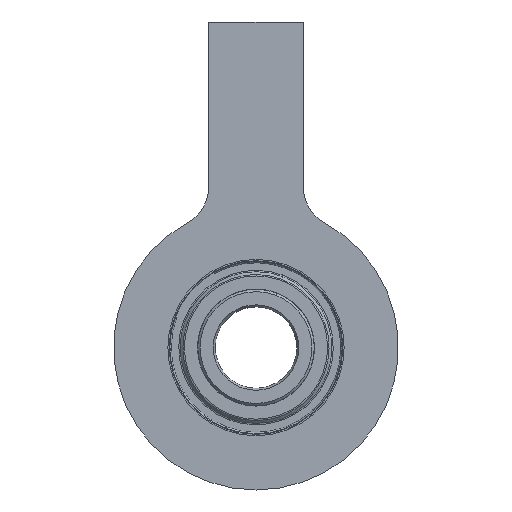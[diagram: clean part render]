
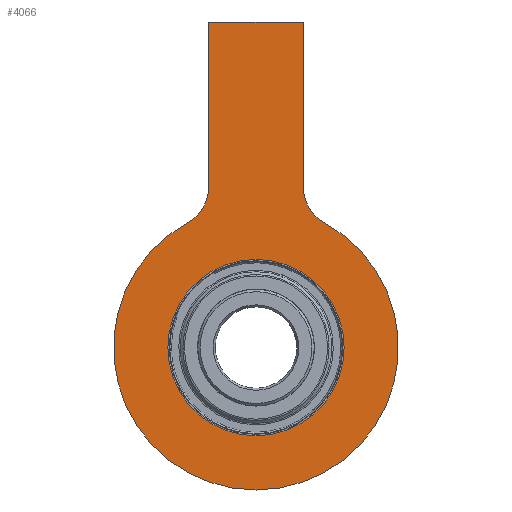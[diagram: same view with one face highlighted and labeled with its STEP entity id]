
A CAD part, front view. The second image highlights one B-rep face of the part: STEP entity #4066.
In plain terms, the highlighted planar face has unit normal (0, -1, 0).
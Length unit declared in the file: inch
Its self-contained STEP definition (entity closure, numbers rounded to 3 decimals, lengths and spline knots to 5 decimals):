
#177 = CARTESIAN_POINT ( 'NONE',  ( 0., 0., 0. ) ) ;
#216 = ORIENTED_EDGE ( 'NONE', *, *, #4555, .F. ) ;
#255 = VERTEX_POINT ( 'NONE', #3328 ) ;
#260 = EDGE_CURVE ( 'NONE', #2083, #255, #1408, .T. ) ;
#346 = VERTEX_POINT ( 'NONE', #2831 ) ;
#357 = DIRECTION ( 'NONE',  ( 0., -1., 0. ) ) ;
#411 = EDGE_LOOP ( 'NONE', ( #690, #5560 ) ) ;
#474 = ORIENTED_EDGE ( 'NONE', *, *, #260, .T. ) ;
#506 = DIRECTION ( 'NONE',  ( 0., 0., -1. ) ) ;
#573 = AXIS2_PLACEMENT_3D ( 'NONE', #177, #2749, #4326 ) ;
#683 = EDGE_LOOP ( 'NONE', ( #854, #474, #4017, #216, #5483, #2011, #4179 ) ) ;
#690 = ORIENTED_EDGE ( 'NONE', *, *, #1941, .F. ) ;
#708 = CARTESIAN_POINT ( 'NONE',  ( -0.1378, 0., 0.38974 ) ) ;
#714 = EDGE_CURVE ( 'NONE', #3326, #255, #6490, .T. ) ;
#716 = AXIS2_PLACEMENT_3D ( 'NONE', #946, #1552, #6212 ) ;
#736 = CARTESIAN_POINT ( 'NONE',  ( 0.25591, 0., 0.46583 ) ) ;
#760 = VECTOR ( 'NONE', #506, 39.37008 ) ;
#796 = CIRCLE ( 'NONE', #2266, 0.25591 ) ;
#854 = ORIENTED_EDGE ( 'NONE', *, *, #3942, .F. ) ;
#946 = CARTESIAN_POINT ( 'NONE',  ( 0., 0., 0. ) ) ;
#988 = VERTEX_POINT ( 'NONE', #2852 ) ;
#1028 = DIRECTION ( 'NONE',  ( 0., 0., 1. ) ) ;
#1130 = VECTOR ( 'NONE', #6415, 39.37008 ) ;
#1215 = VECTOR ( 'NONE', #2440, 39.37008 ) ;
#1262 = DIRECTION ( 'NONE',  ( 0., 1., 0. ) ) ;
#1266 = CARTESIAN_POINT ( 'NONE',  ( 0., 0., -0.41339 ) ) ;
#1326 = EDGE_CURVE ( 'NONE', #988, #4358, #6637, .T. ) ;
#1408 = CIRCLE ( 'NONE', #5521, 0.11811 ) ;
#1552 = DIRECTION ( 'NONE',  ( 0., -1., 0. ) ) ;
#1637 = LINE ( 'NONE', #708, #1215 ) ;
#1680 = EDGE_CURVE ( 'NONE', #4653, #346, #2398, .T. ) ;
#1724 = CIRCLE ( 'NONE', #5913, 0.11811 ) ;
#1819 = DIRECTION ( 'NONE',  ( 0., 1., 0. ) ) ;
#1915 = VERTEX_POINT ( 'NONE', #5576 ) ;
#1941 = EDGE_CURVE ( 'NONE', #4358, #988, #796, .T. ) ;
#2011 = ORIENTED_EDGE ( 'NONE', *, *, #5858, .T. ) ;
#2083 = VERTEX_POINT ( 'NONE', #2607 ) ;
#2266 = AXIS2_PLACEMENT_3D ( 'NONE', #3517, #357, #4028 ) ;
#2398 = CIRCLE ( 'NONE', #573, 0.41339 ) ;
#2440 = DIRECTION ( 'NONE',  ( 0., 0., 1. ) ) ;
#2607 = CARTESIAN_POINT ( 'NONE',  ( 0.19904, 0., 0.36231 ) ) ;
#2749 = DIRECTION ( 'NONE',  ( 0., 1., 0. ) ) ;
#2831 = CARTESIAN_POINT ( 'NONE',  ( -0.19904, 0., 0.36231 ) ) ;
#2850 = AXIS2_PLACEMENT_3D ( 'NONE', #6013, #1819, #2886 ) ;
#2852 = CARTESIAN_POINT ( 'NONE',  ( 0., 0., 0.25591 ) ) ;
#2886 = DIRECTION ( 'NONE',  ( 0., 0., 1. ) ) ;
#2962 = CARTESIAN_POINT ( 'NONE',  ( 0.1378, 0., 0.94488 ) ) ;
#3189 = AXIS2_PLACEMENT_3D ( 'NONE', #3434, #5430, #5972 ) ;
#3326 = VERTEX_POINT ( 'NONE', #2962 ) ;
#3328 = CARTESIAN_POINT ( 'NONE',  ( 0.1378, 0., 0.46583 ) ) ;
#3347 = EDGE_CURVE ( 'NONE', #1915, #4666, #1637, .T. ) ;
#3434 = CARTESIAN_POINT ( 'NONE',  ( 0., 0., 0. ) ) ;
#3503 = LINE ( 'NONE', #3845, #1130 ) ;
#3517 = CARTESIAN_POINT ( 'NONE',  ( 0., 0., 0. ) ) ;
#3825 = DIRECTION ( 'NONE',  ( 0., 0., 1. ) ) ;
#3845 = CARTESIAN_POINT ( 'NONE',  ( -0.1378, 0., 0.94488 ) ) ;
#3942 = EDGE_CURVE ( 'NONE', #2083, #4653, #4886, .T. ) ;
#3986 = FACE_BOUND ( 'NONE', #411, .T. ) ;
#4017 = ORIENTED_EDGE ( 'NONE', *, *, #714, .F. ) ;
#4028 = DIRECTION ( 'NONE',  ( 0., 0., -1. ) ) ;
#4066 = ADVANCED_FACE ( 'NONE', ( #4806, #3986 ), #6557, .F. ) ;
#4153 = CARTESIAN_POINT ( 'NONE',  ( 0.1378, 0., 0.38974 ) ) ;
#4179 = ORIENTED_EDGE ( 'NONE', *, *, #1680, .F. ) ;
#4326 = DIRECTION ( 'NONE',  ( 0., 0., 1. ) ) ;
#4358 = VERTEX_POINT ( 'NONE', #6207 ) ;
#4474 = CARTESIAN_POINT ( 'NONE',  ( -0.1378, 0., 0.94488 ) ) ;
#4555 = EDGE_CURVE ( 'NONE', #4666, #3326, #3503, .T. ) ;
#4653 = VERTEX_POINT ( 'NONE', #1266 ) ;
#4666 = VERTEX_POINT ( 'NONE', #4474 ) ;
#4806 = FACE_OUTER_BOUND ( 'NONE', #683, .T. ) ;
#4886 = CIRCLE ( 'NONE', #2850, 0.41339 ) ;
#5430 = DIRECTION ( 'NONE',  ( 0., 1., 0. ) ) ;
#5483 = ORIENTED_EDGE ( 'NONE', *, *, #3347, .F. ) ;
#5521 = AXIS2_PLACEMENT_3D ( 'NONE', #736, #1262, #3825 ) ;
#5560 = ORIENTED_EDGE ( 'NONE', *, *, #1326, .F. ) ;
#5576 = CARTESIAN_POINT ( 'NONE',  ( -0.1378, 0., 0.46583 ) ) ;
#5643 = DIRECTION ( 'NONE',  ( 0., 1., 0. ) ) ;
#5858 = EDGE_CURVE ( 'NONE', #1915, #346, #1724, .T. ) ;
#5913 = AXIS2_PLACEMENT_3D ( 'NONE', #6737, #5643, #1028 ) ;
#5972 = DIRECTION ( 'NONE',  ( 0., 0., 1. ) ) ;
#6013 = CARTESIAN_POINT ( 'NONE',  ( 0., 0., 0. ) ) ;
#6207 = CARTESIAN_POINT ( 'NONE',  ( 0., 0., -0.25591 ) ) ;
#6212 = DIRECTION ( 'NONE',  ( 0., 0., -1. ) ) ;
#6415 = DIRECTION ( 'NONE',  ( 1., 0., 0. ) ) ;
#6490 = LINE ( 'NONE', #4153, #760 ) ;
#6557 = PLANE ( 'NONE',  #3189 ) ;
#6637 = CIRCLE ( 'NONE', #716, 0.25591 ) ;
#6737 = CARTESIAN_POINT ( 'NONE',  ( -0.25591, 0., 0.46583 ) ) ;
